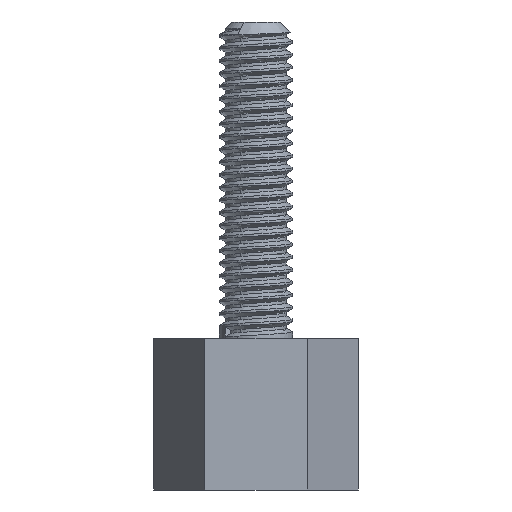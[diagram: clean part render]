
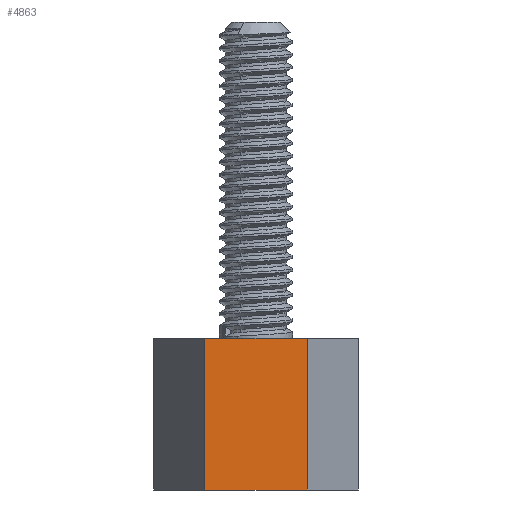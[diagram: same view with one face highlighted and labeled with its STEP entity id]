
A CAD part, left-side view. The second image highlights one B-rep face of the part: STEP entity #4863.
In plain terms, the highlighted planar face has unit normal (-1, 0, 0).
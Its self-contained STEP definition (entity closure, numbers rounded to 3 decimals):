
#9=DIRECTION('',(0.,-1.,0.));
#10=VECTOR('',#9,4.041);
#11=CARTESIAN_POINT('',(-3.5,2.021,0.));
#12=LINE('',#11,#10);
#51=DIRECTION('',(0.,1.,0.));
#52=VECTOR('',#51,4.041);
#53=CARTESIAN_POINT('',(-3.5,-2.021,-6.));
#54=LINE('',#53,#52);
#71=DIRECTION('',(0.,0.,-1.));
#72=VECTOR('',#71,6.);
#73=CARTESIAN_POINT('',(-3.5,2.021,0.));
#74=LINE('',#73,#72);
#79=DIRECTION('',(0.,0.,-1.));
#80=VECTOR('',#79,6.);
#81=CARTESIAN_POINT('',(-3.5,-2.021,0.));
#82=LINE('',#81,#80);
#4333=CARTESIAN_POINT('',(-3.5,2.021,0.));
#4334=VERTEX_POINT('',#4333);
#4335=CARTESIAN_POINT('',(-3.5,2.021,-6.));
#4336=VERTEX_POINT('',#4335);
#4337=CARTESIAN_POINT('',(-3.5,-2.021,0.));
#4338=VERTEX_POINT('',#4337);
#4339=CARTESIAN_POINT('',(-3.5,-2.021,-6.));
#4340=VERTEX_POINT('',#4339);
#4851=CARTESIAN_POINT('',(-3.5,2.021,-6.));
#4852=DIRECTION('',(-1.,0.,0.));
#4853=DIRECTION('',(0.,-1.,0.));
#4854=AXIS2_PLACEMENT_3D('',#4851,#4852,#4853);
#4855=PLANE('',#4854);
#4856=ORIENTED_EDGE('',*,*,#4777,.T.);
#4858=ORIENTED_EDGE('',*,*,#4857,.T.);
#4859=ORIENTED_EDGE('',*,*,#4818,.T.);
#4860=ORIENTED_EDGE('',*,*,#4844,.F.);
#4861=EDGE_LOOP('',(#4856,#4858,#4859,#4860));
#4862=FACE_OUTER_BOUND('',#4861,.F.);
#4777=EDGE_CURVE('',#4334,#4338,#12,.T.);
#4818=EDGE_CURVE('',#4340,#4336,#54,.T.);
#4844=EDGE_CURVE('',#4334,#4336,#74,.T.);
#4857=EDGE_CURVE('',#4338,#4340,#82,.T.);
#4863=ADVANCED_FACE('',(#4862),#4855,.T.);
